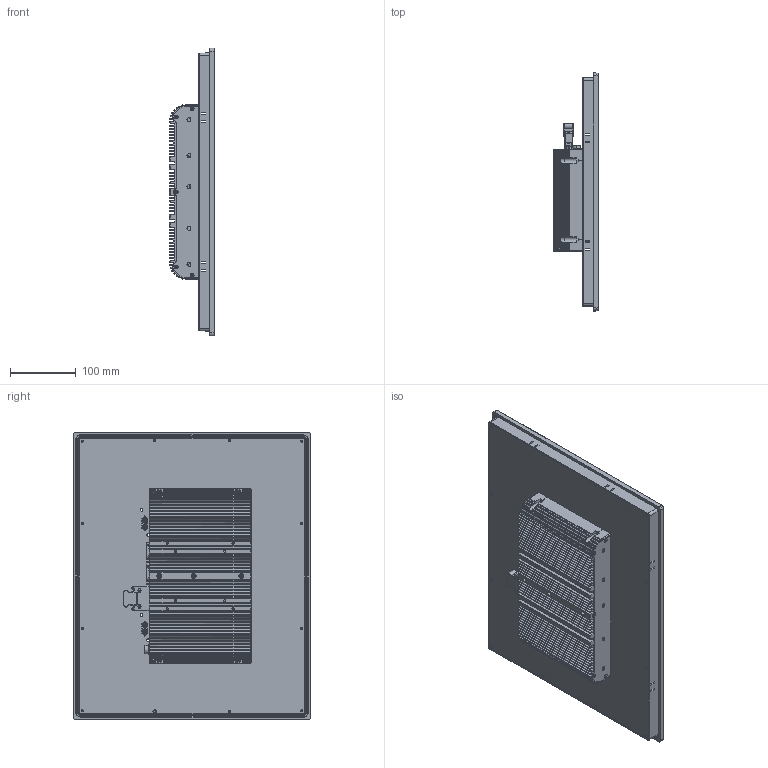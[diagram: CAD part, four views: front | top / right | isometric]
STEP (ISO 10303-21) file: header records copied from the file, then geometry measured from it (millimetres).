
FILE_DESCRIPTION (( 'STEP AP214' ), '1' );
FILE_NAME ('IFC-819C.STEP', '2025-03-15T00:44:45', ( '' ), ( '' ), 'SwSTEP 2.0', 'SolidWorks 2024', '' );
FILE_SCHEMA (( 'AUTOMOTIVE_DESIGN' ));
Length unit declared in the file: millimetre
Products named in the file (1): IFC-819C
Bounding box: 68.8 x 361.27 x 437.27 mm (x, y, z)
Volume: 940886.5 mm3; surface area: 791315.9 mm2
Topology: 40 solids, 40 shells, 4155 faces, 11053 edges, 7143 vertices
Faces by surface type: plane 1897, cylinder 1704, bspline 285, cone 162, torus 76, sphere 31
Entity records: 163587 total; most frequent: CARTESIAN_POINT 62287, ORIENTED_EDGE 22012, DIRECTION 19303, EDGE_CURVE 11006, VERTEX_POINT 7143, AXIS2_PLACEMENT_3D 6496, VECTOR 6311, LINE 6311
